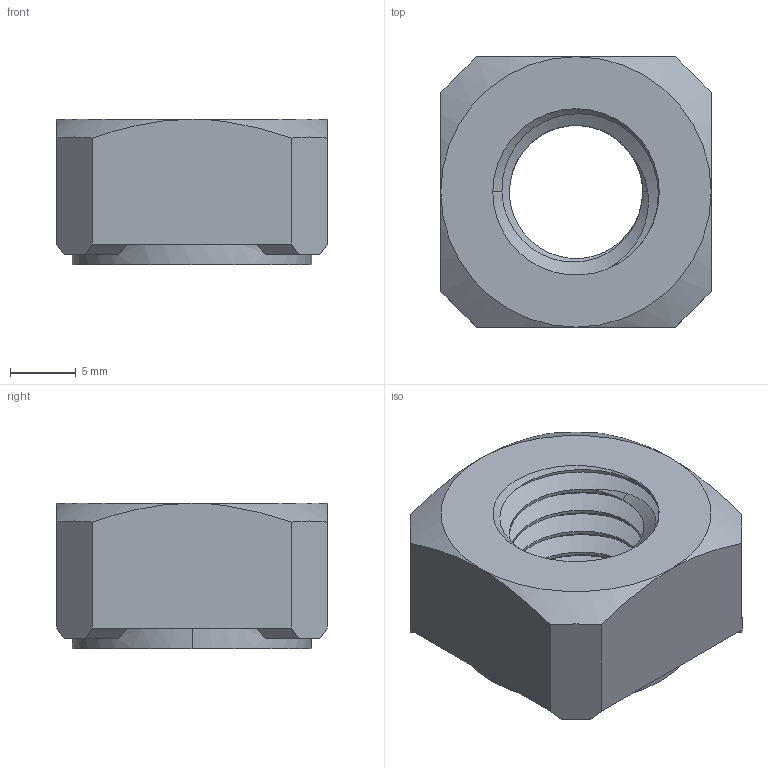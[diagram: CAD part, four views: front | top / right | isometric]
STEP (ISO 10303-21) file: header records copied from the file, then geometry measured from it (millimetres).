
FILE_DESCRIPTION (( 'STEP AP203' ), '1' );
FILE_NAME ('93975A400_Square Weld Nut_93975A400_sldprt.STEP', '2023-01-20T01:37:46', ( '' ), ( '' ), 'SwSTEP 2.0', 'SolidWorks 2022', '' );
FILE_SCHEMA (( 'CONFIG_CONTROL_DESIGN' ));
Length unit declared in the file: inch
Products named in the file (1): 93975A400_Square Weld Nut_93975A400_sldprt
Bounding box: 20.64 x 20.64 x 11.11 mm (x, y, z)
Volume: 3154.4 mm3; surface area: 2044.4 mm2
Topology: 1 solids, 1 shells, 64 faces, 168 edges, 106 vertices
Faces by surface type: plane 26, cylinder 25, cone 11, bspline 2
Entity records: 2875 total; most frequent: CARTESIAN_POINT 1405, ORIENTED_EDGE 336, DIRECTION 246, EDGE_CURVE 168, VERTEX_POINT 106, AXIS2_PLACEMENT_3D 89, VECTOR 68, LINE 68
